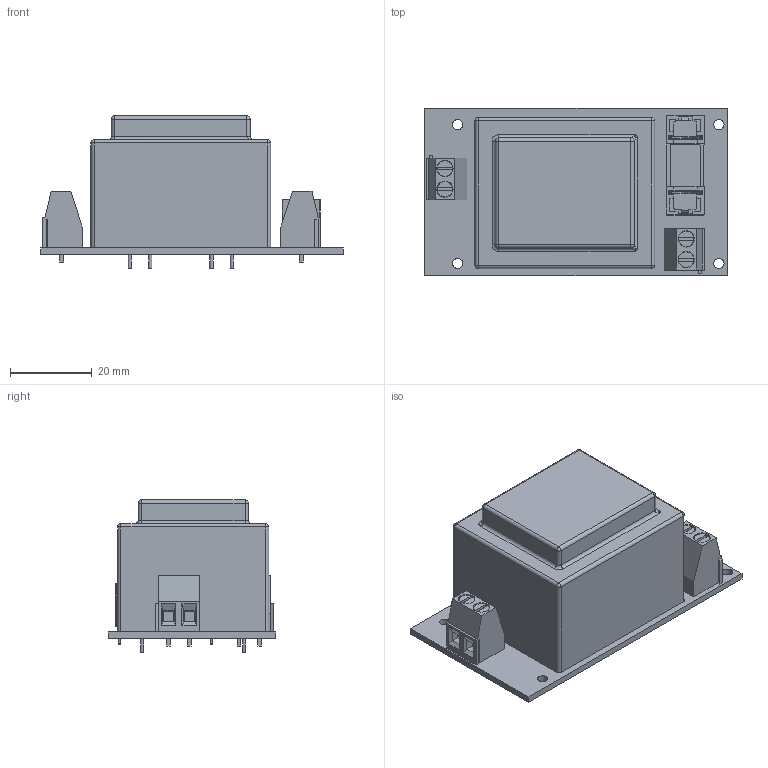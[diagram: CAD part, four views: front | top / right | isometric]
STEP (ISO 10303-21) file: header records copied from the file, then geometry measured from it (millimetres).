
FILE_DESCRIPTION(('KiCad electronic assembly'),'2;1');
FILE_NAME('VRefBoard.step','2024-01-12T09:01:27',('Pcbnew'),('Kicad'), 'Open CASCADE STEP processor 7.5','KiCad to STEP converter','Unknown' );
FILE_SCHEMA(('AUTOMOTIVE_DESIGN { 1 0 10303 214 1 1 1 1 }'));
Length unit declared in the file: millimetre
Products named in the file (8): VRefBoard 1; TerminalBlock_Phoenix_MKDS-1,5-2-5.08_1x02_P5.08mm_Horizontal; TerminalBlock_Phoenix_MKDS_15_2_508_1x02_P508mm_Horizontal; 0PTF0078P; 44230; _autosave-VRefBoard PCB
Assembly tree (8 placements, depth 3):
  VRefBoard 1
    TerminalBlock_Phoenix_MKDS-1,5-2-5.08_1x02_P5.08mm_Horizontal  x2
      TerminalBlock_Phoenix_MKDS_15_2_508_1x02_P508mm_Horizontal
    0PTF0078P
      0PTF0078P
    44230
      44230
    _autosave-VRefBoard PCB
Bounding box: 74 x 41 x 37.3 mm (x, y, z)
Volume: 55287.5 mm3; surface area: 19447.2 mm2
Topology: 7 solids, 7 shells, 484 faces, 1282 edges, 820 vertices
Faces by surface type: plane 320, cylinder 134, bspline 18, sphere 8, torus 4
Full cylindrical faces by diameter (mm): 0.8 x6, 1 x6, 1.3 x4, 1.5 x2, 2.5 x4, 3.8 x4, 4 x4
Entity records: 28385 total; most frequent: CARTESIAN_POINT 6011, DIRECTION 4033, LINE 2499, VECTOR 2499, ORIENTED_EDGE 2098, PCURVE 2098, DEFINITIONAL_REPRESENTATION 2098, EDGE_CURVE 1049
